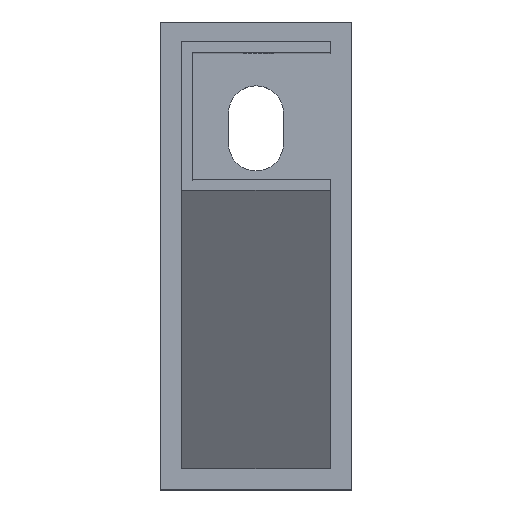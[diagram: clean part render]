
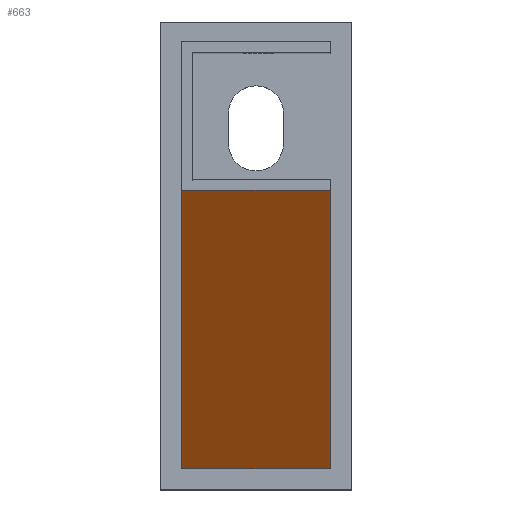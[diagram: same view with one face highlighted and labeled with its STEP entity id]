
A CAD part, top view. The second image highlights one B-rep face of the part: STEP entity #663.
In plain terms, the highlighted planar face has unit normal (0, -0.962, 0.272).
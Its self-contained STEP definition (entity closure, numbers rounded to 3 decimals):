
#8 = CARTESIAN_POINT ( 'NONE',  ( 5., 70., 236. ) ) ;
#55 = EDGE_CURVE ( 'NONE', #508, #767, #1076, .T. ) ;
#100 = ORIENTED_EDGE ( 'NONE', *, *, #672, .F. ) ;
#144 = DIRECTION ( 'NONE',  ( 0., -0.962, 0.272 ) ) ;
#247 = DIRECTION ( 'NONE',  ( 1., 0., 0. ) ) ;
#276 = LINE ( 'NONE', #723, #1522 ) ;
#299 = CARTESIAN_POINT ( 'NONE',  ( 40., 70., 236. ) ) ;
#409 = DIRECTION ( 'NONE',  ( 0., -0.272, -0.962 ) ) ;
#416 = DIRECTION ( 'NONE',  ( 0., -0.272, -0.962 ) ) ;
#489 = VECTOR ( 'NONE', #962, 1000. ) ;
#508 = VERTEX_POINT ( 'NONE', #1073 ) ;
#555 = DIRECTION ( 'NONE',  ( 1., 0., 0. ) ) ;
#663 = ADVANCED_FACE ( 'NONE', ( #1687 ), #1676, .T. ) ;
#672 = EDGE_CURVE ( 'NONE', #1137, #767, #1392, .T. ) ;
#681 = CARTESIAN_POINT ( 'NONE',  ( 0., 3.06, -0.865 ) ) ;
#713 = EDGE_CURVE ( 'NONE', #751, #508, #1128, .T. ) ;
#723 = CARTESIAN_POINT ( 'NONE',  ( 40., 70., 236. ) ) ;
#751 = VERTEX_POINT ( 'NONE', #8 ) ;
#767 = VERTEX_POINT ( 'NONE', #1723 ) ;
#780 = VECTOR ( 'NONE', #247, 1000. ) ;
#846 = ORIENTED_EDGE ( 'NONE', *, *, #713, .T. ) ;
#869 = EDGE_LOOP ( 'NONE', ( #846, #1479, #100, #1510 ) ) ;
#962 = DIRECTION ( 'NONE',  ( 0., -0.272, -0.962 ) ) ;
#1062 = VECTOR ( 'NONE', #416, 1000. ) ;
#1073 = CARTESIAN_POINT ( 'NONE',  ( 5., 5., 6. ) ) ;
#1076 = LINE ( 'NONE', #1658, #780 ) ;
#1105 = CARTESIAN_POINT ( 'NONE',  ( 40., 70., 236. ) ) ;
#1128 = LINE ( 'NONE', #1705, #1062 ) ;
#1137 = VERTEX_POINT ( 'NONE', #299 ) ;
#1343 = EDGE_CURVE ( 'NONE', #751, #1137, #276, .T. ) ;
#1392 = LINE ( 'NONE', #1105, #489 ) ;
#1479 = ORIENTED_EDGE ( 'NONE', *, *, #55, .T. ) ;
#1510 = ORIENTED_EDGE ( 'NONE', *, *, #1343, .F. ) ;
#1522 = VECTOR ( 'NONE', #555, 1000. ) ;
#1658 = CARTESIAN_POINT ( 'NONE',  ( 5., 5., 6. ) ) ;
#1676 = PLANE ( 'NONE',  #1804 ) ;
#1687 = FACE_OUTER_BOUND ( 'NONE', #869, .T. ) ;
#1705 = CARTESIAN_POINT ( 'NONE',  ( 5., 70., 236. ) ) ;
#1723 = CARTESIAN_POINT ( 'NONE',  ( 40., 5., 6. ) ) ;
#1804 = AXIS2_PLACEMENT_3D ( 'NONE', #681, #144, #409 ) ;
